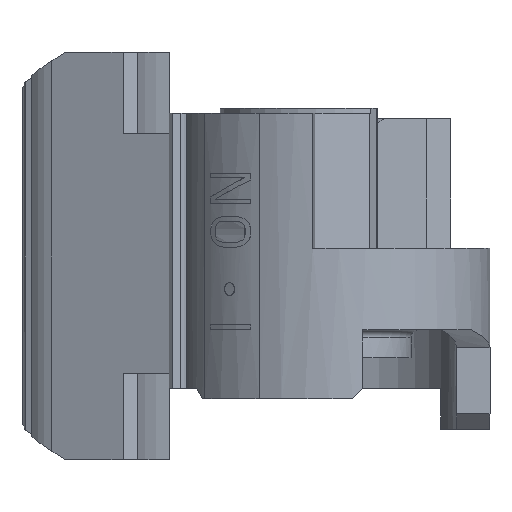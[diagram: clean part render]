
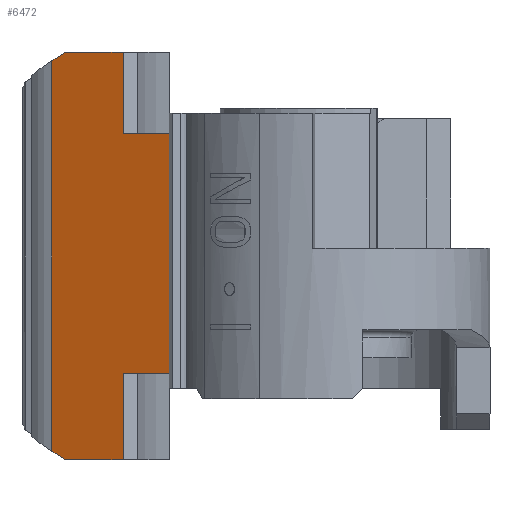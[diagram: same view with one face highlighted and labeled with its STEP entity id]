
A CAD part, left-side view. The second image highlights one B-rep face of the part: STEP entity #6472.
In plain terms, the highlighted planar face has unit normal (-0.921, 0.391, 0).
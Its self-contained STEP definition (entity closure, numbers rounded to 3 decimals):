
#251=DIRECTION('',(-0.391,-0.921,0.));
#252=VECTOR('',#251,1.979);
#253=CARTESIAN_POINT('',(1.261,8.103,-0.6));
#254=LINE('',#253,#252);
#725=DIRECTION('',(-0.391,-0.921,0.));
#726=VECTOR('',#725,2.448);
#727=CARTESIAN_POINT('',(2.217,10.356,12.));
#728=LINE('',#727,#726);
#945=DIRECTION('',(-0.391,-0.921,0.));
#946=VECTOR('',#945,1.979);
#947=CARTESIAN_POINT('',(1.261,8.103,8.8));
#948=LINE('',#947,#946);
#949=DIRECTION('',(-0.338,-0.797,-0.5));
#950=VECTOR('',#949,0.679);
#951=CARTESIAN_POINT('',(2.447,10.898,-3.66));
#952=LINE('',#951,#950);
#953=DIRECTION('',(0.,0.,1.));
#954=VECTOR('',#953,15.321);
#955=CARTESIAN_POINT('',(2.447,10.898,-3.66));
#956=LINE('',#955,#954);
#957=DIRECTION('',(-0.338,-0.797,0.5));
#958=VECTOR('',#957,0.679);
#959=CARTESIAN_POINT('',(2.447,10.898,11.66));
#960=LINE('',#959,#958);
#961=DIRECTION('',(0.,0.,-1.));
#962=VECTOR('',#961,9.4);
#963=CARTESIAN_POINT('',(0.488,6.281,8.8));
#964=LINE('',#963,#962);
#973=DIRECTION('',(0.,0.,1.));
#974=VECTOR('',#973,3.2);
#975=CARTESIAN_POINT('',(1.261,8.103,8.8));
#976=LINE('',#975,#974);
#989=DIRECTION('',(0.,0.,1.));
#990=VECTOR('',#989,3.4);
#991=CARTESIAN_POINT('',(1.261,8.103,-4.));
#992=LINE('',#991,#990);
#1009=DIRECTION('',(-0.391,-0.921,0.));
#1010=VECTOR('',#1009,2.448);
#1011=CARTESIAN_POINT('',(2.217,10.356,-4.));
#1012=LINE('',#1011,#1010);
#4298=CARTESIAN_POINT('',(0.488,6.281,-0.6));
#4300=VERTEX_POINT('',#4298);
#4302=CARTESIAN_POINT('',(0.488,6.281,8.8));
#4304=VERTEX_POINT('',#4302);
#4310=CARTESIAN_POINT('',(1.261,8.103,8.8));
#4311=CARTESIAN_POINT('',(1.261,8.103,12.));
#4312=VERTEX_POINT('',#4310);
#4313=VERTEX_POINT('',#4311);
#4334=CARTESIAN_POINT('',(1.261,8.103,-4.));
#4335=CARTESIAN_POINT('',(1.261,8.103,-0.6));
#4336=VERTEX_POINT('',#4334);
#4337=VERTEX_POINT('',#4335);
#5060=CARTESIAN_POINT('',(2.447,10.898,-3.66));
#5061=CARTESIAN_POINT('',(2.217,10.356,-4.));
#5062=VERTEX_POINT('',#5060);
#5063=VERTEX_POINT('',#5061);
#5064=CARTESIAN_POINT('',(2.447,10.898,11.66));
#5065=CARTESIAN_POINT('',(2.217,10.356,12.));
#5066=VERTEX_POINT('',#5064);
#5067=VERTEX_POINT('',#5065);
#6452=CARTESIAN_POINT('',(1.059,7.627,-0.6));
#6453=DIRECTION('',(-0.921,0.391,0.));
#6454=DIRECTION('',(-0.391,-0.921,0.));
#6455=AXIS2_PLACEMENT_3D('',#6452,#6453,#6454);
#6456=PLANE('',#6455);
#6457=ORIENTED_EDGE('',*,*,#5653,.F.);
#6458=ORIENTED_EDGE('',*,*,#6082,.T.);
#6459=ORIENTED_EDGE('',*,*,#6147,.T.);
#6460=ORIENTED_EDGE('',*,*,#6175,.T.);
#6462=ORIENTED_EDGE('',*,*,#6461,.F.);
#6463=ORIENTED_EDGE('',*,*,#6445,.T.);
#6464=ORIENTED_EDGE('',*,*,#5482,.T.);
#6465=ORIENTED_EDGE('',*,*,#5564,.F.);
#6467=ORIENTED_EDGE('',*,*,#6466,.F.);
#6469=ORIENTED_EDGE('',*,*,#6468,.F.);
#6470=EDGE_LOOP('',(#6457,#6458,#6459,#6460,#6462,#6463,#6464,#6465,#6467,
#6469));
#6471=FACE_OUTER_BOUND('',#6470,.F.);
#6472=ADVANCED_FACE('',(#6471),#6456,.T.);
#5482=EDGE_CURVE('',#4304,#4300,#964,.T.);
#5564=EDGE_CURVE('',#4337,#4300,#254,.T.);
#5653=EDGE_CURVE('',#5062,#5063,#952,.T.);
#6082=EDGE_CURVE('',#5062,#5066,#956,.T.);
#6147=EDGE_CURVE('',#5066,#5067,#960,.T.);
#6175=EDGE_CURVE('',#5067,#4313,#728,.T.);
#6445=EDGE_CURVE('',#4312,#4304,#948,.T.);
#6461=EDGE_CURVE('',#4312,#4313,#976,.T.);
#6466=EDGE_CURVE('',#4336,#4337,#992,.T.);
#6468=EDGE_CURVE('',#5063,#4336,#1012,.T.);
